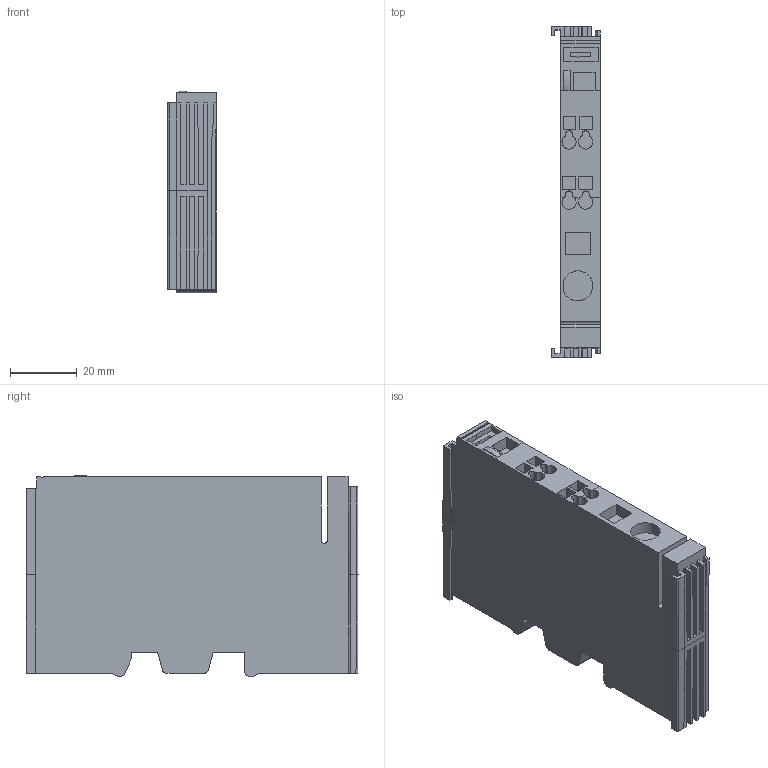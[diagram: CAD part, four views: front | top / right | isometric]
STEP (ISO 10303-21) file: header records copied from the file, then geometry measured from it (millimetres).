
FILE_DESCRIPTION (( 'STEP AP214' ), '1' );
FILE_NAME ('804122.STEP', '2023-11-03T11:56:37', ( '' ), ( '' ), 'SwSTEP 2.0', 'SolidWorks 2022', '' );
FILE_SCHEMA (( 'AUTOMOTIVE_DESIGN' ));
Length unit declared in the file: millimetre
Products named in the file (1): 804122
Bounding box: 14.66 x 99.3 x 60.27 mm (x, y, z)
Volume: 64500.6 mm3; surface area: 19828.9 mm2
Topology: 1 solids, 1 shells, 278 faces, 775 edges, 509 vertices
Faces by surface type: plane 215, bspline 40, cylinder 23
Entity records: 9386 total; most frequent: CARTESIAN_POINT 2642, ORIENTED_EDGE 1550, DIRECTION 1157, EDGE_CURVE 775, LINE 651, VECTOR 651, VERTEX_POINT 509, EDGE_LOOP 288
